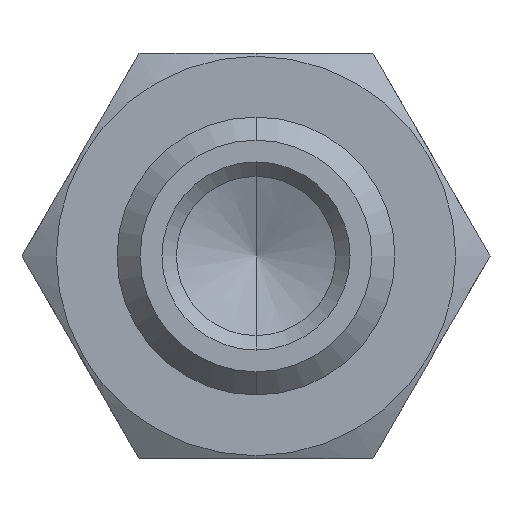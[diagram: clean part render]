
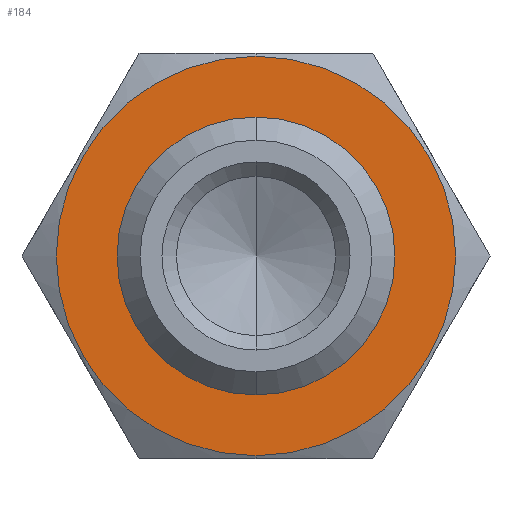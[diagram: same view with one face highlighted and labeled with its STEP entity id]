
A CAD part, front view. The second image highlights one B-rep face of the part: STEP entity #184.
In plain terms, the highlighted planar face has unit normal (0, -1, 0).
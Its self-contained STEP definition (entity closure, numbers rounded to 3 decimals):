
#78 = ORIENTED_EDGE ( 'NONE', *, *, #79, .F. ) ;
#79 = EDGE_CURVE ( 'NONE', #102, #101, #244, .T. ) ;
#91 = EDGE_CURVE ( 'NONE', #92, #93, #400, .T. ) ;
#92 = VERTEX_POINT ( 'NONE', #395 ) ;
#93 = VERTEX_POINT ( 'NONE', #394 ) ;
#100 = EDGE_CURVE ( 'NONE', #101, #102, #379, .T. ) ;
#101 = VERTEX_POINT ( 'NONE', #374 ) ;
#102 = VERTEX_POINT ( 'NONE', #373 ) ;
#165 = ORIENTED_EDGE ( 'NONE', *, *, #91, .T. ) ;
#177 = EDGE_LOOP ( 'NONE', ( #182, #78 ) ) ;
#182 = ORIENTED_EDGE ( 'NONE', *, *, #100, .F. ) ;
#183 = ORIENTED_EDGE ( 'NONE', *, *, #197, .T. ) ;
#184 = ADVANCED_FACE ( 'NONE', ( #481, #480 ), #484, .T. ) ;
#185 = EDGE_LOOP ( 'NONE', ( #183, #165 ) ) ;
#197 = EDGE_CURVE ( 'NONE', #93, #92, #636, .T. ) ;
#240 = DIRECTION ( 'NONE',  ( 0., 0., -1. ) ) ;
#241 = DIRECTION ( 'NONE',  ( 0., -1., 0. ) ) ;
#242 = CARTESIAN_POINT ( 'NONE',  ( 0., 6., 0. ) ) ;
#243 = AXIS2_PLACEMENT_3D ( 'NONE', #242, #241, #240 ) ;
#244 = CIRCLE ( 'NONE', #243, 4.8 ) ;
#373 = CARTESIAN_POINT ( 'NONE',  ( 0., 6., 4.8 ) ) ;
#374 = CARTESIAN_POINT ( 'NONE',  ( 0., 6., -4.8 ) ) ;
#375 = DIRECTION ( 'NONE',  ( 0., 0., -1. ) ) ;
#376 = DIRECTION ( 'NONE',  ( 0., -1., 0. ) ) ;
#377 = CARTESIAN_POINT ( 'NONE',  ( 0., 6., 0. ) ) ;
#378 = AXIS2_PLACEMENT_3D ( 'NONE', #377, #376, #375 ) ;
#379 = CIRCLE ( 'NONE', #378, 4.8 ) ;
#394 = CARTESIAN_POINT ( 'NONE',  ( 0., 6., 6.9 ) ) ;
#395 = CARTESIAN_POINT ( 'NONE',  ( 0., 6., -6.9 ) ) ;
#396 = DIRECTION ( 'NONE',  ( 0., 0., -1. ) ) ;
#397 = DIRECTION ( 'NONE',  ( 0., -1., 0. ) ) ;
#398 = CARTESIAN_POINT ( 'NONE',  ( 0., 6., 0. ) ) ;
#399 = AXIS2_PLACEMENT_3D ( 'NONE', #398, #397, #396 ) ;
#400 = CIRCLE ( 'NONE', #399, 6.9 ) ;
#471 = DIRECTION ( 'NONE',  ( 0., 0., -1. ) ) ;
#472 = DIRECTION ( 'NONE',  ( 0., -1., 0. ) ) ;
#473 = AXIS2_PLACEMENT_3D ( 'NONE', #482, #472, #471 ) ;
#480 = FACE_BOUND ( 'NONE', #177, .T. ) ;
#481 = FACE_OUTER_BOUND ( 'NONE', #185, .T. ) ;
#482 = CARTESIAN_POINT ( 'NONE',  ( 6.9, 6., 0. ) ) ;
#484 = PLANE ( 'NONE',  #473 ) ;
#515 = DIRECTION ( 'NONE',  ( 0., 0., -1. ) ) ;
#516 = DIRECTION ( 'NONE',  ( 0., -1., 0. ) ) ;
#517 = CARTESIAN_POINT ( 'NONE',  ( 0., 6., 0. ) ) ;
#518 = AXIS2_PLACEMENT_3D ( 'NONE', #517, #516, #515 ) ;
#636 = CIRCLE ( 'NONE', #518, 6.9 ) ;
